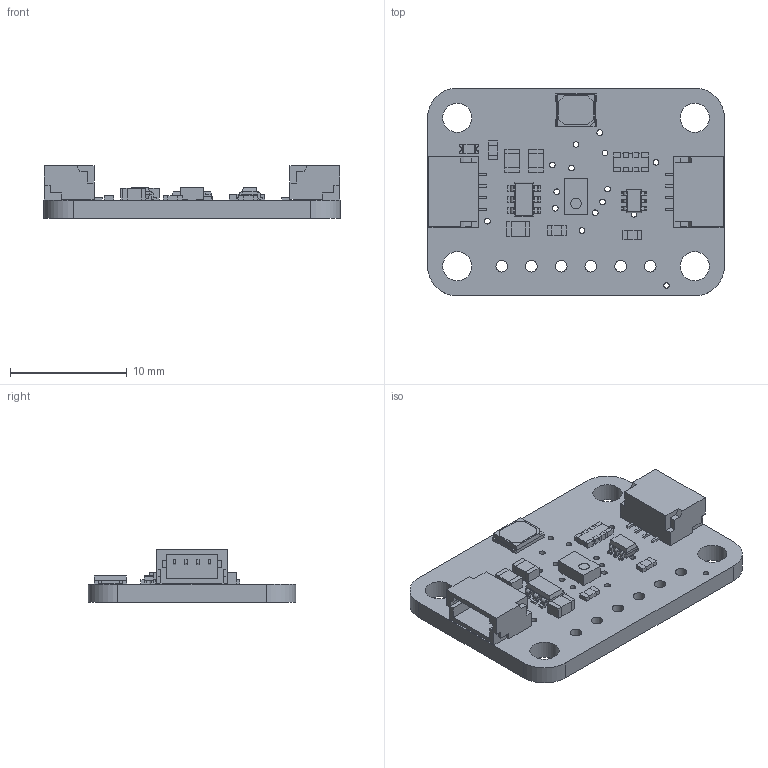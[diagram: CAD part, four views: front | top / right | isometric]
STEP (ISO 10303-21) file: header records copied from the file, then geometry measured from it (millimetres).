
FILE_DESCRIPTION(/* description */ (''),/* implementation_level */ '2;1');
FILE_NAME(/* name */ 'PCB Component.step',/* time_stamp */ '2023-03-28T15:01:09-04:00',/* author */ (''),/* organization */ (''),/* preprocessor_version */ 'ST-DEVELOPER v19.2',/* originating_system */ 'Autodesk Translation Framework v11.17.0.187',/* authorisation */ '');
FILE_SCHEMA (('AUTOMOTIVE_DESIGN { 1 0 10303 214 3 1 1 }'));
Length unit declared in the file: millimetre
Products named in the file (11): PCB Component; Board; 10uF; 10K; 10K_1; BSS138; STEMMA_I2C_QT; GREEN; AS7341; EAHC2835WD6  ; AP7312-3.3/1.8
Assembly tree (15 placements, depth 2):
  PCB Component
    Board
    10uF  x3
    10K  x3
    10K_1
    BSS138
    STEMMA_I2C_QT  x2
    GREEN
    AS7341
    EAHC2835WD6  
    AP7312-3.3/1.8
Bounding box: 25.4 x 17.78 x 4.53 mm (x, y, z)
Volume: 776.8 mm3; surface area: 1639.6 mm2
Topology: 36 solids, 36 shells, 831 faces, 2169 edges, 1422 vertices
Faces by surface type: plane 729, cylinder 98, bspline 4
Full cylindrical faces by diameter (mm): 0.483 x22, 0.9 x2, 1 x6, 2.5 x4
Entity records: 21712 total; most frequent: CARTESIAN_POINT 3725, ORIENTED_EDGE 3562, DIRECTION 3401, EDGE_CURVE 1781, LINE 1577, VECTOR 1577, VERTEX_POINT 1164, AXIS2_PLACEMENT_3D 912
